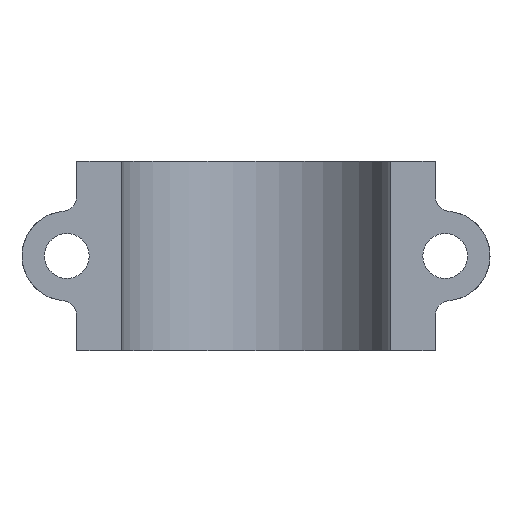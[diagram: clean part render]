
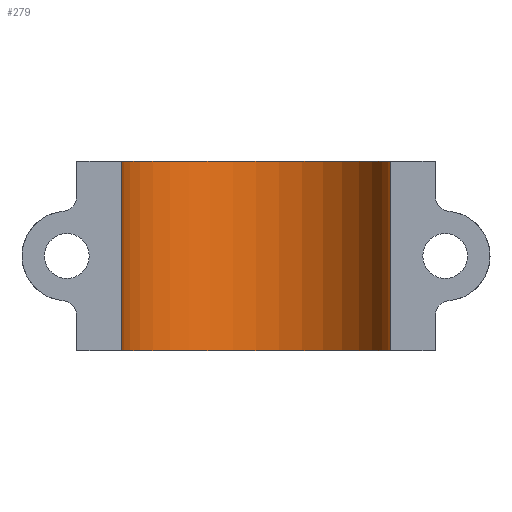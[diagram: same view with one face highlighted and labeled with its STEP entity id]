
A CAD part, front view. The second image highlights one B-rep face of the part: STEP entity #279.
In plain terms, the highlighted cylindrical face has radius 27 mm (diameter 54 mm), a partial arc.
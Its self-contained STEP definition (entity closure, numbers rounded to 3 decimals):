
#63 = CARTESIAN_POINT ( 'NONE',  ( -27., -201.2, -19. ) ) ;
#172 = CARTESIAN_POINT ( 'NONE',  ( 27., -201.2, -19. ) ) ;
#279 = ADVANCED_FACE ( 'NONE', ( #1696 ), #1091, .F. ) ;
#320 = CARTESIAN_POINT ( 'NONE',  ( 0., -201.2, 19. ) ) ;
#346 = AXIS2_PLACEMENT_3D ( 'NONE', #1230, #1569, #2001 ) ;
#366 = DIRECTION ( 'NONE',  ( 1., 0., 0. ) ) ;
#393 = VERTEX_POINT ( 'NONE', #1881 ) ;
#408 = CARTESIAN_POINT ( 'NONE',  ( -27., -201.2, 19. ) ) ;
#414 = CIRCLE ( 'NONE', #644, 27. ) ;
#461 = CARTESIAN_POINT ( 'NONE',  ( -27., -201.2, 19. ) ) ;
#527 = CARTESIAN_POINT ( 'NONE',  ( 0., -201.2, -19. ) ) ;
#571 = VERTEX_POINT ( 'NONE', #63 ) ;
#644 = AXIS2_PLACEMENT_3D ( 'NONE', #527, #690, #366 ) ;
#690 = DIRECTION ( 'NONE',  ( 0., 0., 1. ) ) ;
#789 = DIRECTION ( 'NONE',  ( 1., 0., 0. ) ) ;
#792 = EDGE_CURVE ( 'NONE', #393, #1215, #1905, .T. ) ;
#959 = AXIS2_PLACEMENT_3D ( 'NONE', #320, #1619, #789 ) ;
#1091 = CYLINDRICAL_SURFACE ( 'NONE', #346, 27. ) ;
#1116 = DIRECTION ( 'NONE',  ( 0., 0., -1. ) ) ;
#1148 = ORIENTED_EDGE ( 'NONE', *, *, #792, .F. ) ;
#1215 = VERTEX_POINT ( 'NONE', #172 ) ;
#1230 = CARTESIAN_POINT ( 'NONE',  ( 0., -201.2, 19. ) ) ;
#1397 = ORIENTED_EDGE ( 'NONE', *, *, #1510, .T. ) ;
#1456 = CARTESIAN_POINT ( 'NONE',  ( 27., -201.2, 19. ) ) ;
#1478 = VECTOR ( 'NONE', #1116, 1000. ) ;
#1510 = EDGE_CURVE ( 'NONE', #1841, #571, #1883, .T. ) ;
#1513 = ORIENTED_EDGE ( 'NONE', *, *, #1892, .F. ) ;
#1521 = CIRCLE ( 'NONE', #959, 27. ) ;
#1569 = DIRECTION ( 'NONE',  ( 0., 0., -1. ) ) ;
#1599 = EDGE_CURVE ( 'NONE', #393, #1841, #1521, .T. ) ;
#1619 = DIRECTION ( 'NONE',  ( 0., 0., 1. ) ) ;
#1696 = FACE_OUTER_BOUND ( 'NONE', #1865, .T. ) ;
#1767 = DIRECTION ( 'NONE',  ( 0., 0., -1. ) ) ;
#1841 = VERTEX_POINT ( 'NONE', #408 ) ;
#1865 = EDGE_LOOP ( 'NONE', ( #1397, #1513, #1148, #2052 ) ) ;
#1875 = VECTOR ( 'NONE', #1767, 1000. ) ;
#1881 = CARTESIAN_POINT ( 'NONE',  ( 27., -201.2, 19. ) ) ;
#1883 = LINE ( 'NONE', #461, #1478 ) ;
#1892 = EDGE_CURVE ( 'NONE', #1215, #571, #414, .T. ) ;
#1905 = LINE ( 'NONE', #1456, #1875 ) ;
#2001 = DIRECTION ( 'NONE',  ( -1., 0., 0. ) ) ;
#2052 = ORIENTED_EDGE ( 'NONE', *, *, #1599, .T. ) ;
